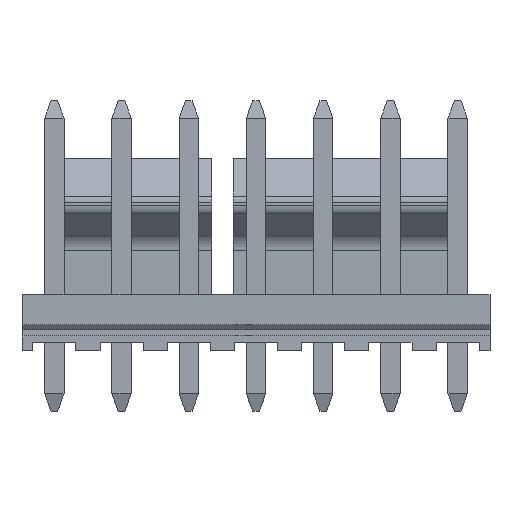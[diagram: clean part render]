
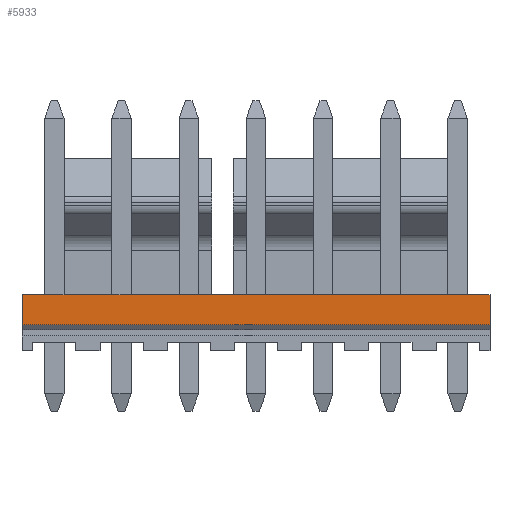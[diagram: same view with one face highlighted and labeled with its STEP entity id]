
A CAD part, top view. The second image highlights one B-rep face of the part: STEP entity #5933.
In plain terms, the highlighted planar face has unit normal (0, 0, 1).
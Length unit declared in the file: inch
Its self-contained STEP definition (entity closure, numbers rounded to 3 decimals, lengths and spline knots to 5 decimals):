
#9=DIRECTION('',(0.,-1.,0.));
#10=VECTOR('',#9,0.07);
#11=CARTESIAN_POINT('',(-0.543,0.055,0.12375));
#12=LINE('',#11,#10);
#1799=DIRECTION('',(0.,-1.,0.));
#1800=VECTOR('',#1799,0.07);
#1801=CARTESIAN_POINT('',(0.543,0.055,0.12375));
#1802=LINE('',#1801,#1800);
#1915=DIRECTION('',(1.,0.,0.));
#1916=VECTOR('',#1915,1.086);
#1917=CARTESIAN_POINT('',(-0.543,-0.015,0.12375));
#1918=LINE('',#1917,#1916);
#1919=DIRECTION('',(1.,0.,0.));
#1920=VECTOR('',#1919,1.086);
#1921=CARTESIAN_POINT('',(-0.543,0.055,0.12375));
#1922=LINE('',#1921,#1920);
#2353=CARTESIAN_POINT('',(-0.543,0.055,0.12375));
#2354=CARTESIAN_POINT('',(-0.543,-0.015,0.12375));
#2355=VERTEX_POINT('',#2353);
#2356=VERTEX_POINT('',#2354);
#2367=CARTESIAN_POINT('',(0.543,0.055,0.12375));
#2368=CARTESIAN_POINT('',(0.543,-0.015,0.12375));
#2369=VERTEX_POINT('',#2367);
#2370=VERTEX_POINT('',#2368);
#5922=CARTESIAN_POINT('',(-0.543,0.055,0.12375));
#5923=DIRECTION('',(0.,0.,1.));
#5924=DIRECTION('',(0.,-1.,0.));
#5925=AXIS2_PLACEMENT_3D('',#5922,#5923,#5924);
#5926=PLANE('',#5925);
#5927=ORIENTED_EDGE('',*,*,#3094,.F.);
#5928=ORIENTED_EDGE('',*,*,#3493,.T.);
#5929=ORIENTED_EDGE('',*,*,#5774,.T.);
#5930=ORIENTED_EDGE('',*,*,#5915,.F.);
#5931=EDGE_LOOP('',(#5927,#5928,#5929,#5930));
#5932=FACE_OUTER_BOUND('',#5931,.F.);
#5933=ADVANCED_FACE('',(#5932),#5926,.T.);
#3094=EDGE_CURVE('',#2355,#2356,#12,.T.);
#3493=EDGE_CURVE('',#2355,#2369,#1922,.T.);
#5774=EDGE_CURVE('',#2369,#2370,#1802,.T.);
#5915=EDGE_CURVE('',#2356,#2370,#1918,.T.);
